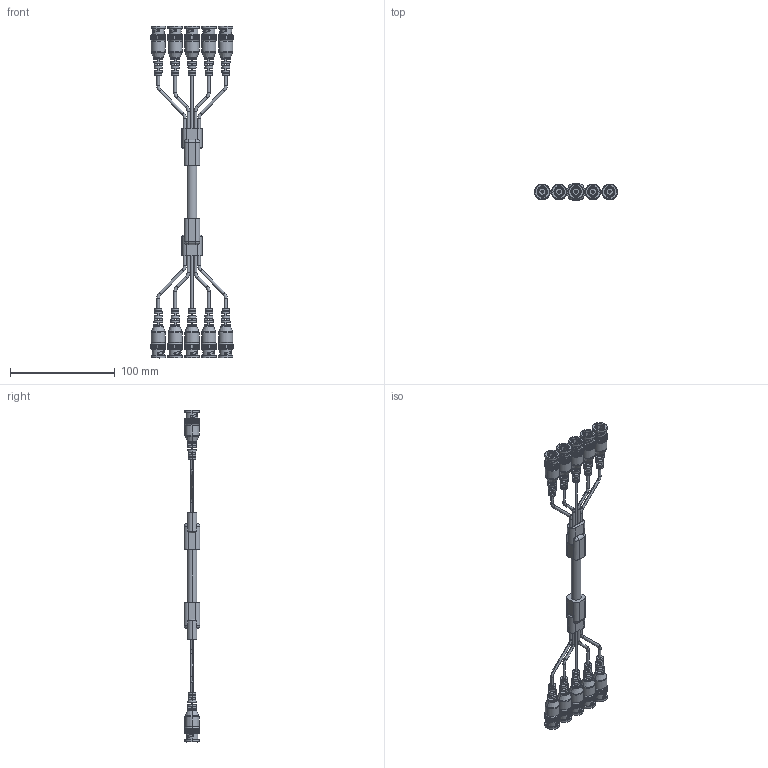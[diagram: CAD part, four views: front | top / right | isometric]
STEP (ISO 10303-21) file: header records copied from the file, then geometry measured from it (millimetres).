
FILE_DESCRIPTION (( 'STEP AP214' ), '1' );
FILE_NAME ('CTL5B.STEP', '2006-08-24T18:12:30', ( 'L-COM' ), ( 'L-COM' ), 'SwSTEP 2.0', 'SolidWorks 2006052', '' );
FILE_SCHEMA (( 'AUTOMOTIVE_DESIGN' ));
Length unit declared in the file: inch
Products named in the file (10): CTL5B; CTL5CAT-3B-MA1_horizontal boot; CTL3B-5B-MA1_five legs without ferrite bead; MTN-056_horizontal boot; CTL5CAT-3B-MA1_vertical boot; MTN-056; BAC836B-87_WITH HEAT SHRINK; CTL5CAT-3B-MA1; BAC836B-87_with flange; MTN-056_vertical boot
Assembly tree (17 placements, depth 3):
  CTL5B
    CTL5CAT-3B-MA1  x6
      BAC836B-87_WITH HEAT SHRINK
      MTN-056
    CTL3B-5B-MA1_five legs without ferrite bead
    CTL5CAT-3B-MA1_vertical boot  x2
      MTN-056_vertical boot
      BAC836B-87_with flange
    CTL5CAT-3B-MA1_horizontal boot  x2
      MTN-056_horizontal boot
      BAC836B-87_with flange
Bounding box: 78.99 x 15.24 x 317.6 mm (x, y, z)
Volume: 57243.3 mm3; surface area: 51800.2 mm2
Topology: 21 solids, 21 shells, 4308 faces, 12292 edges, 8074 vertices
Faces by surface type: plane 2360, cylinder 1562, torus 202, bspline 124, cone 40, sphere 20
Entity records: 45277 total; most frequent: CARTESIAN_POINT 15665, DIRECTION 6125, ORIENTED_EDGE 6110, EDGE_CURVE 3055, AXIS2_PLACEMENT_3D 2210, VERTEX_POINT 1978, LINE 1705, VECTOR 1705
